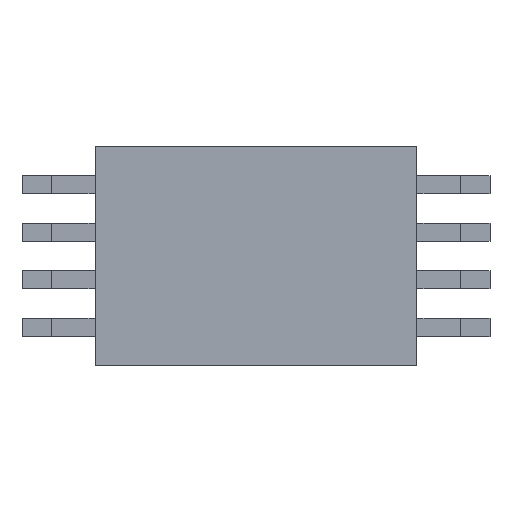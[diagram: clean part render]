
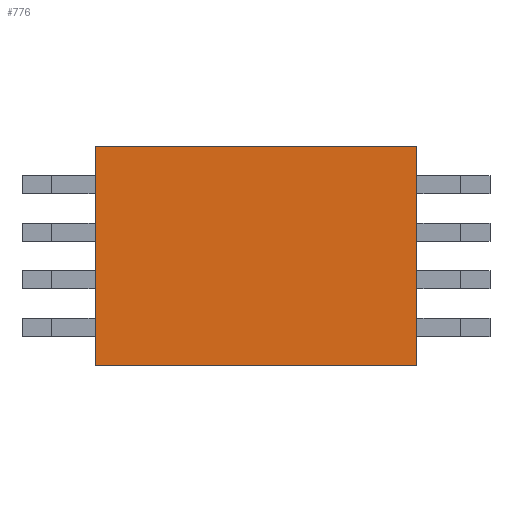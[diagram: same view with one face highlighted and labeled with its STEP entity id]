
A CAD part, top view. The second image highlights one B-rep face of the part: STEP entity #776.
In plain terms, the highlighted planar face has unit normal (0, 0, 1).
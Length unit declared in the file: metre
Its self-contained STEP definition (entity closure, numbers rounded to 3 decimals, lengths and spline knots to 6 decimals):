
#328 = EDGE_CURVE( '', #925, #926, #927, .T. );
#420 = EDGE_CURVE( '', #989, #1089, #1090, .T. );
#696 = EDGE_CURVE( '', #1089, #925, #1474, .T. );
#776 = ADVANCED_FACE( '', ( #1566 ), #1567, .T. );
#844 = EDGE_CURVE( '', #926, #989, #1645, .T. );
#925 = VERTEX_POINT( '', #1733 );
#926 = VERTEX_POINT( '', #1734 );
#927 = LINE( '', #1735, #1736 );
#989 = VERTEX_POINT( '', #1823 );
#1089 = VERTEX_POINT( '', #1963 );
#1090 = LINE( '', #1964, #1965 );
#1474 = LINE( '', #2548, #2549 );
#1566 = FACE_OUTER_BOUND( '', #2699, .T. );
#1567 = PLANE( '', #2700 );
#1645 = LINE( '', #2825, #2826 );
#1733 = CARTESIAN_POINT( '', ( -0.002213, 0.001514, 0.001151 ) );
#1734 = CARTESIAN_POINT( '', ( -0.002213, -0.001486, 0.001151 ) );
#1735 = CARTESIAN_POINT( '', ( -0.002213, 0.001514, 0.001151 ) );
#1736 = VECTOR( '', #2913, 1. );
#1823 = CARTESIAN_POINT( '', ( 0.002187, -0.001486, 0.001151 ) );
#1963 = CARTESIAN_POINT( '', ( 0.002187, 0.001514, 0.001151 ) );
#1964 = CARTESIAN_POINT( '', ( 0.002187, 0.001514, 0.001151 ) );
#1965 = VECTOR( '', #3070, 1. );
#2548 = CARTESIAN_POINT( '', ( 0.002187, 0.001514, 0.001151 ) );
#2549 = VECTOR( '', #3534, 1. );
#2699 = EDGE_LOOP( '', ( #3653, #3654, #3655, #3656 ) );
#2700 = AXIS2_PLACEMENT_3D( '', #3657, #3658, #3659 );
#2825 = CARTESIAN_POINT( '', ( 0.002187, -0.001486, 0.001151 ) );
#2826 = VECTOR( '', #3771, 1. );
#2913 = DIRECTION( '', ( 0., -1., 0. ) );
#3070 = DIRECTION( '', ( 0., 1., 0. ) );
#3534 = DIRECTION( '', ( -1., 0., 0. ) );
#3653 = ORIENTED_EDGE( '', *, *, #696, .T. );
#3654 = ORIENTED_EDGE( '', *, *, #328, .T. );
#3655 = ORIENTED_EDGE( '', *, *, #844, .T. );
#3656 = ORIENTED_EDGE( '', *, *, #420, .T. );
#3657 = CARTESIAN_POINT( '', ( -0.000013, 0.000014, 0.001151 ) );
#3658 = DIRECTION( '', ( 0., 0., 1. ) );
#3659 = DIRECTION( '', ( 1., 0., 0. ) );
#3771 = DIRECTION( '', ( 1., 0., 0. ) );
